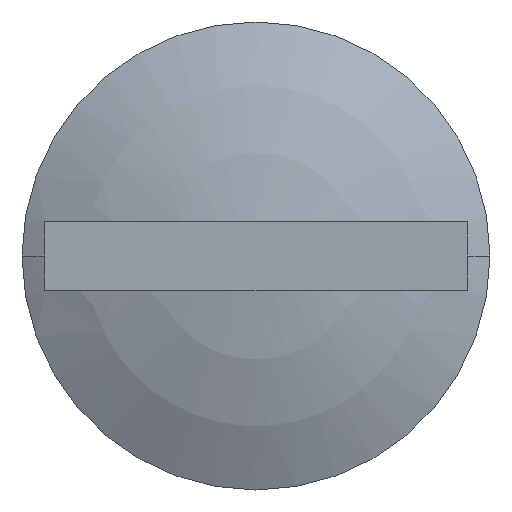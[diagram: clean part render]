
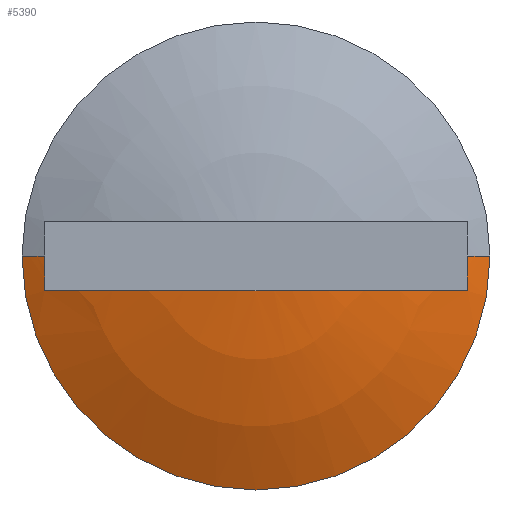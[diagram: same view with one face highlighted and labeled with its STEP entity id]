
A CAD part, left-side view. The second image highlights one B-rep face of the part: STEP entity #5390.
In plain terms, the highlighted spherical face has radius 15.038 mm.
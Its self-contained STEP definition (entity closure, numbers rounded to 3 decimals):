
#1670=CARTESIAN_POINT('',(-42.21,32.771,-1.));
#1680=VERTEX_POINT('',#1670);
#1710=CARTESIAN_POINT('',(-28.501,32.771,0.));
#1720=DIRECTION('',(0.,1.,0.));
#1730=DIRECTION('',(1.,0.,0.));
#1740=AXIS2_PLACEMENT_3D('',#1710,#1720,#1730);
#1750=CIRCLE('',#1740,13.746);
#1760=CARTESIAN_POINT('',(-42.246,32.771,0.));
#1770=VERTEX_POINT('',#1760);
#1780=EDGE_CURVE('',#1680,#1770,#1750,.T.);
#4480=CARTESIAN_POINT('',(-41.939,33.421,0.));
#4490=VERTEX_POINT('',#4480);
#4570=CARTESIAN_POINT('',(-41.939,19.921,0.));
#4580=VERTEX_POINT('',#4570);
#4610=CARTESIAN_POINT('',(-41.939,26.671,0.));
#4620=DIRECTION('',(-1.,0.,0.));
#4630=DIRECTION('',(0.,1.,0.));
#4640=AXIS2_PLACEMENT_3D('',#4610,#4620,#4630);
#4650=CIRCLE('',#4640,6.75);
#4890=CARTESIAN_POINT('',(-42.21,20.571,-1.));
#4900=VERTEX_POINT('',#4890);
#4930=CARTESIAN_POINT('',(-28.501,26.671,-1.));
#4940=DIRECTION('',(0.,0.,-1.));
#4950=DIRECTION('',(1.,0.,0.));
#4960=AXIS2_PLACEMENT_3D('',#4930,#4940,#4950);
#4970=CIRCLE('',#4960,15.005);
#4980=EDGE_CURVE('',#4900,#1680,#4970,.T.);
#5100=CARTESIAN_POINT('',(-28.501,26.671,0.));
#5110=DIRECTION('',(1.,0.,0.));
#5120=DIRECTION('',(0.,-1.,0.));
#5130=AXIS2_PLACEMENT_3D('',#5100,#5110,#5120);
#5140=SPHERICAL_SURFACE('',#5130,15.038);
#5150=CARTESIAN_POINT('',(-28.501,26.671,0.));
#5160=DIRECTION('',(0.,0.,-1.));
#5170=DIRECTION('',(1.,-0.,0.));
#5180=AXIS2_PLACEMENT_3D('',#5150,#5160,#5170);
#5190=CIRCLE('',#5180,15.038);
#5200=CARTESIAN_POINT('',(-42.246,20.571,0.));
#5210=VERTEX_POINT('',#5200);
#5220=EDGE_CURVE('',#4580,#5210,#5190,.T.);
#5230=ORIENTED_EDGE('',*,*,#5220,.T.);
#5240=EDGE_CURVE('',#4490,#4580,#4650,.T.);
#5250=ORIENTED_EDGE('',*,*,#5240,.T.);
#5260=EDGE_CURVE('',#1770,#4490,#5190,.T.);
#5270=ORIENTED_EDGE('',*,*,#5260,.T.);
#5280=ORIENTED_EDGE('',*,*,#1780,.T.);
#5290=ORIENTED_EDGE('',*,*,#4980,.T.);
#5300=CARTESIAN_POINT('',(-28.501,20.571,0.));
#5310=DIRECTION('',(0.,-1.,0.));
#5320=DIRECTION('',(-1.,0.,0.));
#5330=AXIS2_PLACEMENT_3D('',#5300,#5310,#5320);
#5340=CIRCLE('',#5330,13.746);
#5350=EDGE_CURVE('',#5210,#4900,#5340,.T.);
#5360=ORIENTED_EDGE('',*,*,#5350,.T.);
#5370=EDGE_LOOP('',(#5360,#5290,#5280,#5270,#5250,#5230));
#5380=FACE_OUTER_BOUND('',#5370,.T.);
#5390=ADVANCED_FACE('',(#5380),#5140,.T.);
